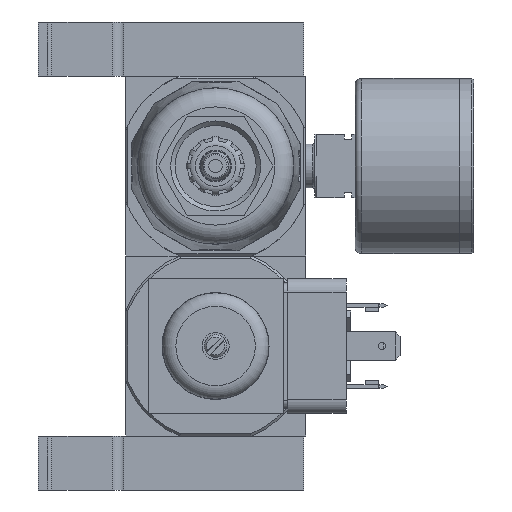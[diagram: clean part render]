
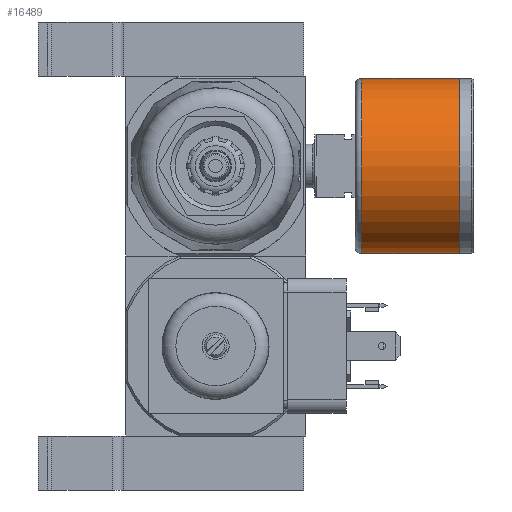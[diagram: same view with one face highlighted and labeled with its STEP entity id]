
A CAD part, front view. The second image highlights one B-rep face of the part: STEP entity #16489.
In plain terms, the highlighted cylindrical face has radius 19.5 mm (diameter 39 mm), a full revolution.
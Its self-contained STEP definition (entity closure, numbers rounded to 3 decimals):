
#573=CYLINDRICAL_SURFACE('',#22314,19.5);
#1245=CIRCLE('',#22313,19.5);
#1246=CIRCLE('',#22315,19.5);
#3928=ORIENTED_EDGE('',*,*,#7407,.F.);
#3929=ORIENTED_EDGE('',*,*,#7408,.T.);
#7407=EDGE_CURVE('',#9368,#9368,#1245,.T.);
#7408=EDGE_CURVE('',#9369,#9369,#1246,.T.);
#9368=VERTEX_POINT('',#31266);
#9369=VERTEX_POINT('',#31269);
#13359=EDGE_LOOP('',(#3928));
#13360=EDGE_LOOP('',(#3929));
#14706=FACE_BOUND('',#13359,.T.);
#14707=FACE_BOUND('',#13360,.T.);
#16489=ADVANCED_FACE('',(#14706,#14707),#573,.T.);
#22313=AXIS2_PLACEMENT_3D('',#31265,#25702,#25703);
#22314=AXIS2_PLACEMENT_3D('',#31267,#25704,#25705);
#22315=AXIS2_PLACEMENT_3D('',#31268,#25706,#25707);
#25702=DIRECTION('',(1.,0.,0.));
#25703=DIRECTION('',(0.,0.,-1.));
#25704=DIRECTION('',(1.,0.,0.));
#25705=DIRECTION('',(0.,0.,-1.));
#25706=DIRECTION('',(1.,0.,0.));
#25707=DIRECTION('',(0.,0.,-1.));
#31265=CARTESIAN_POINT('',(-3.2,0.,0.));
#31266=CARTESIAN_POINT('',(-3.2,0.,-19.5));
#31267=CARTESIAN_POINT('',(0.,0.,0.));
#31268=CARTESIAN_POINT('',(-24.85,0.,0.));
#31269=CARTESIAN_POINT('',(-24.85,0.,-19.5));
